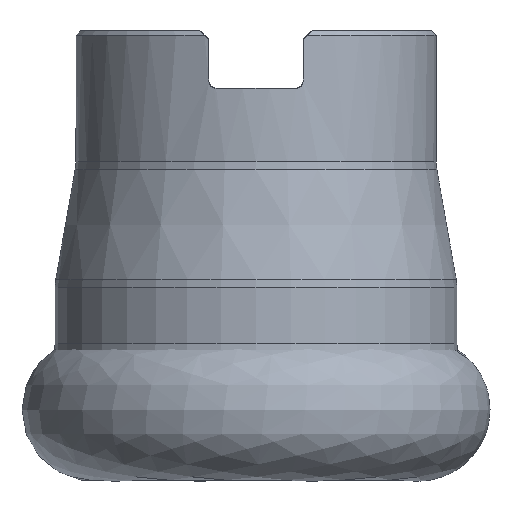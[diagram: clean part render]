
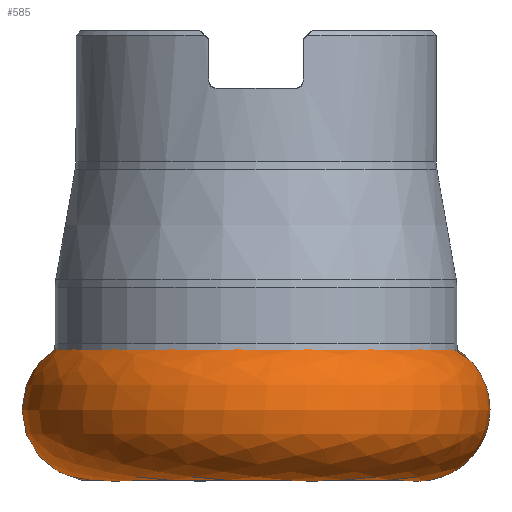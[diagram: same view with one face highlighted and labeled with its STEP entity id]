
A CAD part, front view. The second image highlights one B-rep face of the part: STEP entity #585.
In plain terms, the highlighted face is a revolution surface.
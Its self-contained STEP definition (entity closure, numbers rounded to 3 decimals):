
#23=SURFACE_OF_REVOLUTION('',#1321,#24);
#24=AXIS1_PLACEMENT('',#2159,#1705);
#25=VERTEX_LOOP('',#1158);
#585=ADVANCED_FACE('',(#758),#23,.F.);
#758=FACE_BOUND('',#25,.T.);
#1158=VERTEX_POINT('',#2157);
#1321=CIRCLE('',#1438,8.);
#1438=AXIS2_PLACEMENT_3D('',#2158,#1703,#1704);
#1703=DIRECTION('',(0.,-0.993,0.122));
#1704=DIRECTION('',(1.,0.,0.));
#1705=DIRECTION('',(0.,0.,-1.));
#2157=CARTESIAN_POINT('',(25.975,0.975,-42.06));
#2158=CARTESIAN_POINT('',(17.975,0.975,-42.06));
#2159=CARTESIAN_POINT('',(0.,0.,0.));
